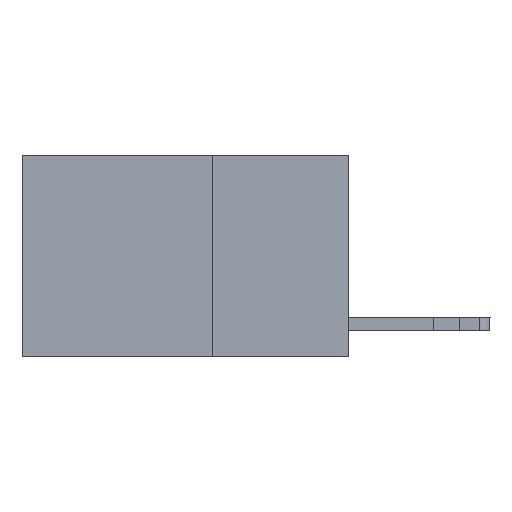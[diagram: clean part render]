
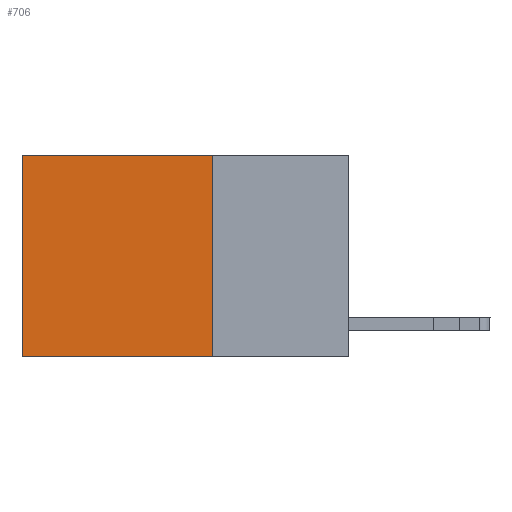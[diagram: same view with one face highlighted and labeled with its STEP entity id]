
A CAD part, left-side view. The second image highlights one B-rep face of the part: STEP entity #706.
In plain terms, the highlighted planar face has unit normal (-1, 0, 0).
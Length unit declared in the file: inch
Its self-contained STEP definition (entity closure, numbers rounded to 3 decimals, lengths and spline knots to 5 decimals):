
#706 = ADVANCED_FACE ( 'NONE', ( #17035 ), #22283, .F. ) ;
#1243 = DIRECTION ( 'NONE',  ( 0., 1., 0. ) ) ;
#4776 = CARTESIAN_POINT ( 'NONE',  ( 0.2625, 0.25, 0. ) ) ;
#6340 = ORIENTED_EDGE ( 'NONE', *, *, #18319, .F. ) ;
#6690 = EDGE_CURVE ( 'NONE', #22419, #17364, #12034, .T. ) ;
#7706 = CARTESIAN_POINT ( 'NONE',  ( 0.2625, 0.6, 0. ) ) ;
#7906 = CARTESIAN_POINT ( 'NONE',  ( 0.2625, 0.25, -0.37 ) ) ;
#9174 = LINE ( 'NONE', #7906, #14777 ) ;
#9405 = ORIENTED_EDGE ( 'NONE', *, *, #10158, .F. ) ;
#9535 = LINE ( 'NONE', #23925, #15748 ) ;
#10158 = EDGE_CURVE ( 'NONE', #21282, #17364, #9174, .T. ) ;
#10193 = AXIS2_PLACEMENT_3D ( 'NONE', #22476, #22391, #22335 ) ;
#10353 = CARTESIAN_POINT ( 'NONE',  ( 0.2625, 0.6, 0. ) ) ;
#10864 = VERTEX_POINT ( 'NONE', #15623 ) ;
#11270 = LINE ( 'NONE', #4776, #16286 ) ;
#12034 = LINE ( 'NONE', #10353, #21520 ) ;
#12053 = EDGE_LOOP ( 'NONE', ( #12798, #9405, #6340, #23816 ) ) ;
#12798 = ORIENTED_EDGE ( 'NONE', *, *, #6690, .T. ) ;
#14226 = DIRECTION ( 'NONE',  ( 0., 0., -1. ) ) ;
#14777 = VECTOR ( 'NONE', #21144, 39.37008 ) ;
#15219 = CARTESIAN_POINT ( 'NONE',  ( 0.2625, 0.6, -0.37 ) ) ;
#15623 = CARTESIAN_POINT ( 'NONE',  ( 0.2625, 0.25, 0. ) ) ;
#15748 = VECTOR ( 'NONE', #1243, 39.37008 ) ;
#16286 = VECTOR ( 'NONE', #14226, 39.37008 ) ;
#17035 = FACE_OUTER_BOUND ( 'NONE', #12053, .T. ) ;
#17364 = VERTEX_POINT ( 'NONE', #15219 ) ;
#18319 = EDGE_CURVE ( 'NONE', #10864, #21282, #11270, .T. ) ;
#19538 = CARTESIAN_POINT ( 'NONE',  ( 0.2625, 0.25, -0.37 ) ) ;
#21144 = DIRECTION ( 'NONE',  ( 0., 1., 0. ) ) ;
#21282 = VERTEX_POINT ( 'NONE', #19538 ) ;
#21520 = VECTOR ( 'NONE', #23604, 39.37008 ) ;
#22143 = EDGE_CURVE ( 'NONE', #10864, #22419, #9535, .T. ) ;
#22283 = PLANE ( 'NONE',  #10193 ) ;
#22335 = DIRECTION ( 'NONE',  ( 0., 0., -1. ) ) ;
#22391 = DIRECTION ( 'NONE',  ( 1., 0., 0. ) ) ;
#22419 = VERTEX_POINT ( 'NONE', #7706 ) ;
#22476 = CARTESIAN_POINT ( 'NONE',  ( 0.2625, 0.25, 0. ) ) ;
#23604 = DIRECTION ( 'NONE',  ( 0., 0., -1. ) ) ;
#23816 = ORIENTED_EDGE ( 'NONE', *, *, #22143, .T. ) ;
#23925 = CARTESIAN_POINT ( 'NONE',  ( 0.2625, 0.25, 0. ) ) ;
